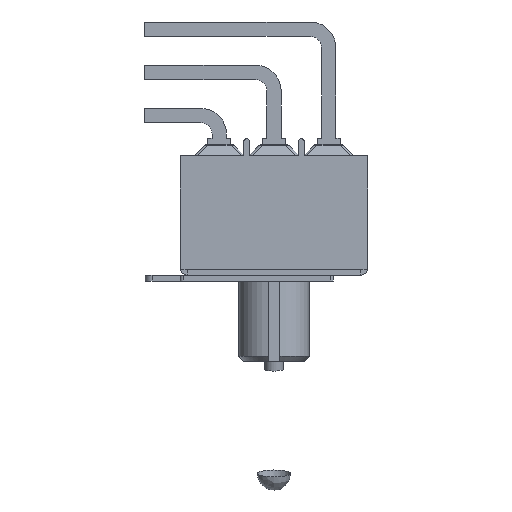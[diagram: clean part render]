
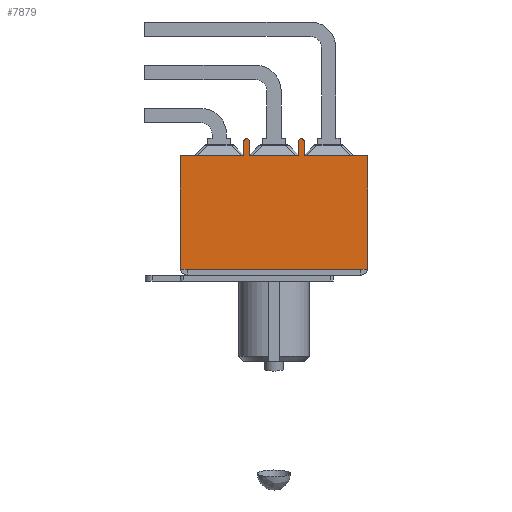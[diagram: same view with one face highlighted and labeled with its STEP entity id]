
A CAD part, front view. The second image highlights one B-rep face of the part: STEP entity #7879.
In plain terms, the highlighted planar face has unit normal (0, -1, 0).
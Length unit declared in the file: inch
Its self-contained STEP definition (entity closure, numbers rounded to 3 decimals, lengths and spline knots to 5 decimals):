
#567=FACE_OUTER_BOUND('',#1027,.T.);
#1027=EDGE_LOOP('',(#6809,#6810,#6811,#6812,#6813,#6814,#6815,#6816,#6817,
#6818,#6819,#6820,#6821,#6822));
#1278=CIRCLE('',#8601,0.00984);
#1279=CIRCLE('',#8602,0.00984);
#1596=LINE('',#11512,#2439);
#1646=LINE('',#11627,#2489);
#1651=LINE('',#11638,#2494);
#2129=LINE('',#13015,#2972);
#2134=LINE('',#13023,#2977);
#2139=LINE('',#13032,#2982);
#2147=LINE('',#13048,#2990);
#2154=LINE('',#13064,#2997);
#2155=LINE('',#13065,#2998);
#2156=LINE('',#13066,#2999);
#2157=LINE('',#13068,#3000);
#2158=LINE('',#13070,#3001);
#2439=VECTOR('',#9114,0.3937);
#2489=VECTOR('',#9238,0.3937);
#2494=VECTOR('',#9249,0.3937);
#2972=VECTOR('',#10683,0.3937);
#2977=VECTOR('',#10690,0.3937);
#2982=VECTOR('',#10697,0.3937);
#2990=VECTOR('',#10715,0.3937);
#2997=VECTOR('',#10730,0.3937);
#2998=VECTOR('',#10731,0.3937);
#2999=VECTOR('',#10732,0.3937);
#3000=VECTOR('',#10733,0.3937);
#3001=VECTOR('',#10736,0.3937);
#3241=VERTEX_POINT('',#11497);
#3244=VERTEX_POINT('',#11504);
#3274=VERTEX_POINT('',#11625);
#3277=VERTEX_POINT('',#11637);
#3697=VERTEX_POINT('',#13012);
#3698=VERTEX_POINT('',#13014);
#3699=VERTEX_POINT('',#13020);
#3700=VERTEX_POINT('',#13022);
#3703=VERTEX_POINT('',#13030);
#3705=VERTEX_POINT('',#13045);
#3706=VERTEX_POINT('',#13047);
#3710=VERTEX_POINT('',#13061);
#3711=VERTEX_POINT('',#13062);
#3712=VERTEX_POINT('',#13067);
#4015=EDGE_CURVE('',#3244,#3241,#1596,.T.);
#4076=EDGE_CURVE('',#3241,#3274,#1646,.T.);
#4081=EDGE_CURVE('',#3277,#3244,#1651,.T.);
#4764=EDGE_CURVE('',#3697,#3698,#2129,.T.);
#4769=EDGE_CURVE('',#3699,#3700,#2134,.T.);
#4774=EDGE_CURVE('',#3703,#3699,#2139,.T.);
#4782=EDGE_CURVE('',#3705,#3706,#2147,.T.);
#4790=EDGE_CURVE('',#3710,#3711,#1278,.T.);
#4791=EDGE_CURVE('',#3698,#3710,#2154,.T.);
#4792=EDGE_CURVE('',#3697,#3277,#2155,.T.);
#4793=EDGE_CURVE('',#3706,#3274,#2156,.T.);
#4794=EDGE_CURVE('',#3705,#3712,#2157,.T.);
#4795=EDGE_CURVE('',#3700,#3712,#1279,.T.);
#4796=EDGE_CURVE('',#3703,#3711,#2158,.T.);
#6809=ORIENTED_EDGE('',*,*,#4790,.F.);
#6810=ORIENTED_EDGE('',*,*,#4791,.F.);
#6811=ORIENTED_EDGE('',*,*,#4764,.F.);
#6812=ORIENTED_EDGE('',*,*,#4792,.T.);
#6813=ORIENTED_EDGE('',*,*,#4081,.T.);
#6814=ORIENTED_EDGE('',*,*,#4015,.T.);
#6815=ORIENTED_EDGE('',*,*,#4076,.T.);
#6816=ORIENTED_EDGE('',*,*,#4793,.F.);
#6817=ORIENTED_EDGE('',*,*,#4782,.F.);
#6818=ORIENTED_EDGE('',*,*,#4794,.T.);
#6819=ORIENTED_EDGE('',*,*,#4795,.F.);
#6820=ORIENTED_EDGE('',*,*,#4769,.F.);
#6821=ORIENTED_EDGE('',*,*,#4774,.F.);
#6822=ORIENTED_EDGE('',*,*,#4796,.T.);
#7454=PLANE('',#8600);
#7879=ADVANCED_FACE('',(#567),#7454,.T.);
#8600=AXIS2_PLACEMENT_3D('',#13060,#10726,#10727);
#8601=AXIS2_PLACEMENT_3D('',#13063,#10728,#10729);
#8602=AXIS2_PLACEMENT_3D('',#13069,#10734,#10735);
#9114=DIRECTION('',(1.,0.,0.));
#9238=DIRECTION('',(1.,0.,0.));
#9249=DIRECTION('',(1.,0.,0.));
#10683=DIRECTION('',(1.,0.,0.));
#10690=DIRECTION('',(0.,0.,1.));
#10697=DIRECTION('',(1.,0.,0.));
#10715=DIRECTION('',(1.,0.,0.));
#10726=DIRECTION('center_axis',(0.,-1.,0.));
#10727=DIRECTION('ref_axis',(0.,0.,
1.));
#10728=DIRECTION('center_axis',(0.,1.,0.));
#10729=DIRECTION('ref_axis',(-0.707,0.,0.707));
#10730=DIRECTION('',(0.,0.,1.));
#10731=DIRECTION('',(0.,0.,-1.));
#10732=DIRECTION('',(0.,0.,-1.));
#10733=DIRECTION('',(0.,0.,1.));
#10734=DIRECTION('center_axis',(0.,1.,0.));
#10735=DIRECTION('ref_axis',(-0.707,0.,0.707));
#10736=DIRECTION('',(0.,0.,1.));
#11497=CARTESIAN_POINT('',(0.30138,-0.25,0.40487));
#11504=CARTESIAN_POINT('',(-0.30098,-0.25,0.40487));
#11512=CARTESIAN_POINT('',(-0.325,-0.25,0.40487));
#11625=CARTESIAN_POINT('',(0.325,-0.25,0.40487));
#11627=CARTESIAN_POINT('',(-0.325,-0.25,0.40487));
#11637=CARTESIAN_POINT('',(-0.325,-0.25,0.40487));
#11638=CARTESIAN_POINT('',(-0.325,-0.25,0.40487));
#13012=CARTESIAN_POINT('',(-0.325,-0.25,0.79975));
#13014=CARTESIAN_POINT('',(-0.10492,-0.25,0.79975));
#13015=CARTESIAN_POINT('',(-0.325,-0.25,0.79975));
#13020=CARTESIAN_POINT('',(0.08524,-0.25,0.79975));
#13022=CARTESIAN_POINT('',(0.08524,-0.25,0.84896));
#13023=CARTESIAN_POINT('',(0.08524,-0.25,0.79975));
#13030=CARTESIAN_POINT('',(-0.08524,-0.25,0.79975));
#13032=CARTESIAN_POINT('',(-0.325,-0.25,0.79975));
#13045=CARTESIAN_POINT('',(0.10492,-0.25,0.79975));
#13047=CARTESIAN_POINT('',(0.325,-0.25,0.79975));
#13048=CARTESIAN_POINT('',(-0.325,-0.25,0.79975));
#13060=CARTESIAN_POINT('Origin',(-0.325,-0.25,0.79975));
#13061=CARTESIAN_POINT('',(-0.10492,-0.25,0.84896));
#13062=CARTESIAN_POINT('',(-0.08524,-0.25,0.84896));
#13063=CARTESIAN_POINT('Origin',(-0.09508,-0.25,0.84896));
#13064=CARTESIAN_POINT('',(-0.10492,-0.25,0.79975));
#13065=CARTESIAN_POINT('',(-0.325,-0.25,0.79975));
#13066=CARTESIAN_POINT('',(0.325,-0.25,0.79975));
#13067=CARTESIAN_POINT('',(0.10492,-0.25,0.84896));
#13068=CARTESIAN_POINT('',(0.10492,-0.25,0.79975));
#13069=CARTESIAN_POINT('Origin',(0.09508,-0.25,0.84896));
#13070=CARTESIAN_POINT('',(-0.08524,-0.25,0.79975));
